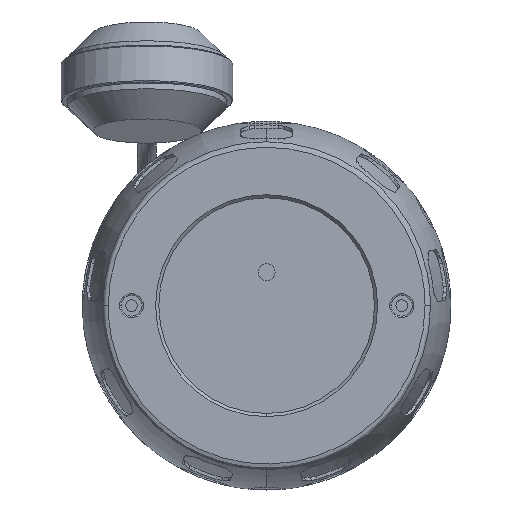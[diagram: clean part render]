
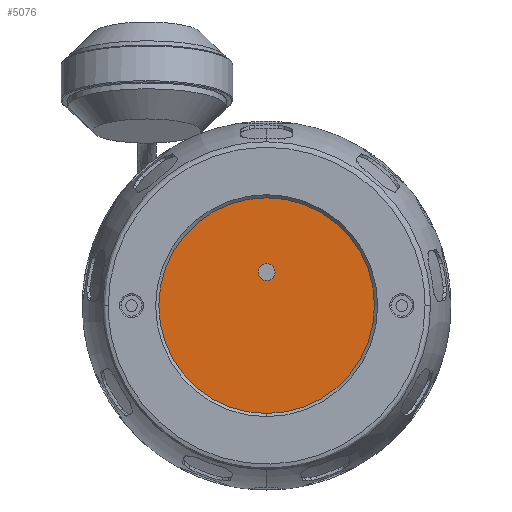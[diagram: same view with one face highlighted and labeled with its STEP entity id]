
A CAD part, front view. The second image highlights one B-rep face of the part: STEP entity #5076.
In plain terms, the highlighted planar face has unit normal (0, -1, 0).
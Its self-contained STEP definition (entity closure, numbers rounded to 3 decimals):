
#361 = CARTESIAN_POINT ( 'NONE',  ( -103., -57.9, 103. ) ) ;
#3049 = PLANE ( 'NONE',  #78147 ) ;
#3292 = VERTEX_POINT ( 'NONE', #8116 ) ;
#5076 = ADVANCED_FACE ( 'NONE', ( #44373, #126103 ), #3049, .T. ) ;
#8116 = CARTESIAN_POINT ( 'NONE',  ( 0., -57.9, -51.5 ) ) ;
#14492 = ORIENTED_EDGE ( 'NONE', *, *, #28229, .T. ) ;
#16452 = CARTESIAN_POINT ( 'NONE',  ( 0., -57.9, 0. ) ) ;
#17095 = DIRECTION ( 'NONE',  ( 0., 0., -1. ) ) ;
#17963 = DIRECTION ( 'NONE',  ( 0., 1., 0. ) ) ;
#22794 = CIRCLE ( 'NONE', #169100, 4. ) ;
#28229 = EDGE_CURVE ( 'NONE', #59632, #97013, #47099, .T. ) ;
#28868 = EDGE_LOOP ( 'NONE', ( #14492, #137090 ) ) ;
#29007 = DIRECTION ( 'NONE',  ( 0., 1., 0. ) ) ;
#41701 = DIRECTION ( 'NONE',  ( 0., 0., -1. ) ) ;
#44226 = CARTESIAN_POINT ( 'NONE',  ( 0., -57.9, 0. ) ) ;
#44373 = FACE_BOUND ( 'NONE', #28868, .T. ) ;
#47099 = CIRCLE ( 'NONE', #107349, 4. ) ;
#49249 = EDGE_CURVE ( 'NONE', #97013, #59632, #22794, .T. ) ;
#54320 = ORIENTED_EDGE ( 'NONE', *, *, #84117, .F. ) ;
#54962 = AXIS2_PLACEMENT_3D ( 'NONE', #16452, #29007, #138572 ) ;
#59090 = EDGE_LOOP ( 'NONE', ( #131822, #54320 ) ) ;
#59459 = DIRECTION ( 'NONE',  ( 0., 1., 0. ) ) ;
#59632 = VERTEX_POINT ( 'NONE', #123031 ) ;
#72154 = CIRCLE ( 'NONE', #54962, 51.5 ) ;
#78147 = AXIS2_PLACEMENT_3D ( 'NONE', #361, #83881, #41701 ) ;
#78829 = DIRECTION ( 'NONE',  ( 0., 1., 0. ) ) ;
#83881 = DIRECTION ( 'NONE',  ( 0., -1., 0. ) ) ;
#84117 = EDGE_CURVE ( 'NONE', #130955, #3292, #72154, .T. ) ;
#87005 = AXIS2_PLACEMENT_3D ( 'NONE', #44226, #59459, #125074 ) ;
#96424 = EDGE_CURVE ( 'NONE', #3292, #130955, #152933, .T. ) ;
#97013 = VERTEX_POINT ( 'NONE', #176080 ) ;
#99700 = CARTESIAN_POINT ( 'NONE',  ( 0., -57.9, 16. ) ) ;
#107349 = AXIS2_PLACEMENT_3D ( 'NONE', #99700, #17963, #17095 ) ;
#123031 = CARTESIAN_POINT ( 'NONE',  ( 0., -57.9, 12. ) ) ;
#125074 = DIRECTION ( 'NONE',  ( 0., 0., -1. ) ) ;
#126103 = FACE_OUTER_BOUND ( 'NONE', #59090, .T. ) ;
#130955 = VERTEX_POINT ( 'NONE', #177114 ) ;
#131822 = ORIENTED_EDGE ( 'NONE', *, *, #96424, .F. ) ;
#137090 = ORIENTED_EDGE ( 'NONE', *, *, #49249, .T. ) ;
#138572 = DIRECTION ( 'NONE',  ( 0., 0., -1. ) ) ;
#149748 = DIRECTION ( 'NONE',  ( 0., 0., -1. ) ) ;
#152933 = CIRCLE ( 'NONE', #87005, 51.5 ) ;
#164104 = CARTESIAN_POINT ( 'NONE',  ( 0., -57.9, 16. ) ) ;
#169100 = AXIS2_PLACEMENT_3D ( 'NONE', #164104, #78829, #149748 ) ;
#176080 = CARTESIAN_POINT ( 'NONE',  ( 0., -57.9, 20. ) ) ;
#177114 = CARTESIAN_POINT ( 'NONE',  ( 0., -57.9, 51.5 ) ) ;
